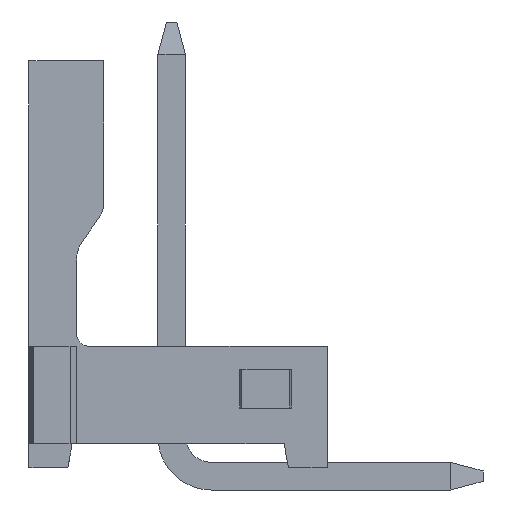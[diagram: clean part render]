
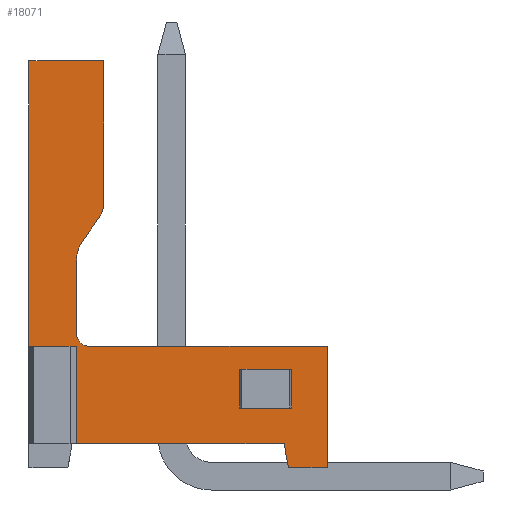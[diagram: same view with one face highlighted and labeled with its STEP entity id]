
A CAD part, left-side view. The second image highlights one B-rep face of the part: STEP entity #18071.
In plain terms, the highlighted planar face has unit normal (-1, 0, 0).
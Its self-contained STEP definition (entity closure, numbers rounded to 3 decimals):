
#17182=CARTESIAN_POINT('',(-12.5,-3.6,2.8));
#17183=VERTEX_POINT('',#17182);
#17190=CARTESIAN_POINT('',(-12.5,-3.6,0.));
#17191=VERTEX_POINT('',#17190);
#17192=CARTESIAN_POINT('',(-12.5,-3.6,2.8));
#17193=DIRECTION('',(0.,0.,-1.));
#17194=VECTOR('',#17193,2.8);
#17195=LINE('',#17192,#17194);
#17196=EDGE_CURVE('',#17183,#17191,#17195,.T.);
#17344=CARTESIAN_POINT('',(-12.5,3.3,2.8));
#17345=VERTEX_POINT('',#17344);
#17352=CARTESIAN_POINT('',(-12.5,3.3,9.4));
#17353=VERTEX_POINT('',#17352);
#17354=CARTESIAN_POINT('',(-12.5,3.3,2.8));
#17355=DIRECTION('',(0.,0.,1.));
#17356=VECTOR('',#17355,6.6);
#17357=LINE('',#17354,#17356);
#17358=EDGE_CURVE('',#17345,#17353,#17357,.T.);
#17376=CARTESIAN_POINT('',(-12.5,1.57,9.4));
#17377=VERTEX_POINT('',#17376);
#17378=CARTESIAN_POINT('',(-12.5,3.3,9.4));
#17379=DIRECTION('',(0.,-1.,0.));
#17380=VECTOR('',#17379,1.73);
#17381=LINE('',#17378,#17380);
#17382=EDGE_CURVE('',#17353,#17377,#17381,.T.);
#17400=CARTESIAN_POINT('',(-12.5,1.57,6.09));
#17401=VERTEX_POINT('',#17400);
#17402=CARTESIAN_POINT('',(-12.5,1.57,9.4));
#17403=DIRECTION('',(0.,0.,-1.));
#17404=VECTOR('',#17403,3.31);
#17405=LINE('',#17402,#17404);
#17406=EDGE_CURVE('',#17377,#17401,#17405,.T.);
#17424=CARTESIAN_POINT('',(-12.5,1.66,5.803));
#17425=VERTEX_POINT('',#17424);
#17426=CARTESIAN_POINT('',(-12.5,2.07,6.09));
#17427=DIRECTION('',(0.,-1.,0.));
#17428=DIRECTION('',(1.,0.,0.));
#17429=AXIS2_PLACEMENT_3D('',#17426,#17428,#17427);
#17430=CIRCLE('',#17429,0.5);
#17431=EDGE_CURVE('',#17401,#17425,#17430,.T.);
#17449=CARTESIAN_POINT('',(-12.5,2.064,5.226));
#17450=VERTEX_POINT('',#17449);
#17451=CARTESIAN_POINT('',(-12.5,1.66,5.803));
#17452=DIRECTION('',(0.,0.574,-0.819));
#17453=VECTOR('',#17452,0.704);
#17454=LINE('',#17451,#17453);
#17455=EDGE_CURVE('',#17425,#17450,#17454,.T.);
#17473=CARTESIAN_POINT('',(-12.5,2.2,4.796));
#17474=VERTEX_POINT('',#17473);
#17475=CARTESIAN_POINT('',(-12.5,1.45,4.796));
#17476=DIRECTION('',(0.,0.819,0.574));
#17477=DIRECTION('',(-1.,0.,0.));
#17478=AXIS2_PLACEMENT_3D('',#17475,#17477,#17476);
#17479=CIRCLE('',#17478,0.75);
#17480=EDGE_CURVE('',#17450,#17474,#17479,.T.);
#17498=CARTESIAN_POINT('',(-12.5,2.2,3.1));
#17499=VERTEX_POINT('',#17498);
#17500=CARTESIAN_POINT('',(-12.5,2.2,4.796));
#17501=DIRECTION('',(0.,0.,-1.));
#17502=VECTOR('',#17501,1.696);
#17503=LINE('',#17500,#17502);
#17504=EDGE_CURVE('',#17474,#17499,#17503,.T.);
#17522=CARTESIAN_POINT('',(-12.5,1.9,2.8));
#17523=VERTEX_POINT('',#17522);
#17524=CARTESIAN_POINT('',(-12.5,1.9,3.1));
#17525=DIRECTION('',(0.,1.,0.));
#17526=DIRECTION('',(-1.,0.,0.));
#17527=AXIS2_PLACEMENT_3D('',#17524,#17526,#17525);
#17528=CIRCLE('',#17527,0.3);
#17529=EDGE_CURVE('',#17499,#17523,#17528,.T.);
#17965=CARTESIAN_POINT('',(-12.5,-2.7,0.));
#17966=VERTEX_POINT('',#17965);
#17975=CARTESIAN_POINT('',(-12.5,-3.6,0.));
#17976=DIRECTION('',(0.,1.,0.));
#17977=VECTOR('',#17976,0.9);
#17978=LINE('',#17975,#17977);
#17979=EDGE_CURVE('',#17191,#17966,#17978,.T.);
#17984=CARTESIAN_POINT('',(-12.5,-0.15,4.7));
#17985=DIRECTION('',(0.,1.,0.));
#17986=DIRECTION('',(-1.,0.,0.));
#17987=AXIS2_PLACEMENT_3D('',#17984,#17986,#17985);
#17988=PLANE('',#17987);
#17989=CARTESIAN_POINT('',(-12.5,-3.6,2.8));
#17990=DIRECTION('',(0.,1.,0.));
#17991=VECTOR('',#17990,5.5);
#17992=LINE('',#17989,#17991);
#17993=EDGE_CURVE('',#17183,#17523,#17992,.T.);
#17994=ORIENTED_EDGE('',*,*,#17993,.T.);
#17995=ORIENTED_EDGE('',*,*,#17529,.F.);
#17996=ORIENTED_EDGE('',*,*,#17504,.F.);
#17997=ORIENTED_EDGE('',*,*,#17480,.F.);
#17998=ORIENTED_EDGE('',*,*,#17455,.F.);
#17999=ORIENTED_EDGE('',*,*,#17431,.F.);
#18000=ORIENTED_EDGE('',*,*,#17406,.F.);
#18001=ORIENTED_EDGE('',*,*,#17382,.F.);
#18002=ORIENTED_EDGE('',*,*,#17358,.F.);
#18003=CARTESIAN_POINT('',(-12.5,2.2,2.8));
#18004=VERTEX_POINT('',#18003);
#18005=CARTESIAN_POINT('',(-12.5,3.3,2.8));
#18006=DIRECTION('',(0.,-1.,0.));
#18007=VECTOR('',#18006,1.1);
#18008=LINE('',#18005,#18007);
#18009=EDGE_CURVE('',#17345,#18004,#18008,.T.);
#18010=ORIENTED_EDGE('',*,*,#18009,.T.);
#18011=CARTESIAN_POINT('',(-12.5,2.2,0.55));
#18012=VERTEX_POINT('',#18011);
#18013=CARTESIAN_POINT('',(-12.5,2.2,2.8));
#18014=DIRECTION('',(0.,0.,-1.));
#18015=VECTOR('',#18014,2.25);
#18016=LINE('',#18013,#18015);
#18017=EDGE_CURVE('',#18004,#18012,#18016,.T.);
#18018=ORIENTED_EDGE('',*,*,#18017,.T.);
#18019=CARTESIAN_POINT('',(-12.5,-2.6,0.55));
#18020=VERTEX_POINT('',#18019);
#18021=CARTESIAN_POINT('',(-12.5,-2.6,0.55));
#18022=DIRECTION('',(0.,1.,0.));
#18023=VECTOR('',#18022,4.8);
#18024=LINE('',#18021,#18023);
#18025=EDGE_CURVE('',#18020,#18012,#18024,.T.);
#18026=ORIENTED_EDGE('',*,*,#18025,.F.);
#18027=CARTESIAN_POINT('',(-12.5,-2.6,0.55));
#18028=DIRECTION('',(0.,-0.179,-0.984));
#18029=VECTOR('',#18028,0.559);
#18030=LINE('',#18027,#18029);
#18031=EDGE_CURVE('',#18020,#17966,#18030,.T.);
#18032=ORIENTED_EDGE('',*,*,#18031,.T.);
#18033=ORIENTED_EDGE('',*,*,#17979,.F.);
#18034=ORIENTED_EDGE('',*,*,#17196,.F.);
#18035=EDGE_LOOP('',(#17994,#17995,#17996,#17997,#17998,#17999,#18000,#18001,#18002,#18010,#18018,#18026,#18032,#18033,#18034));
#18036=FACE_OUTER_BOUND('',#18035,.T.);
#18037=CARTESIAN_POINT('',(-12.5,-2.775,2.275));
#18038=VERTEX_POINT('',#18037);
#18039=CARTESIAN_POINT('',(-12.5,-2.775,1.375));
#18040=VERTEX_POINT('',#18039);
#18041=CARTESIAN_POINT('',(-12.5,-2.775,2.275));
#18042=DIRECTION('',(0.,0.,-1.));
#18043=VECTOR('',#18042,0.9);
#18044=LINE('',#18041,#18043);
#18045=EDGE_CURVE('',#18038,#18040,#18044,.T.);
#18046=ORIENTED_EDGE('',*,*,#18045,.T.);
#18047=CARTESIAN_POINT('',(-12.5,-1.575,1.375));
#18048=VERTEX_POINT('',#18047);
#18049=CARTESIAN_POINT('',(-12.5,-2.775,1.375));
#18050=DIRECTION('',(0.,1.,0.));
#18051=VECTOR('',#18050,1.2);
#18052=LINE('',#18049,#18051);
#18053=EDGE_CURVE('',#18040,#18048,#18052,.T.);
#18054=ORIENTED_EDGE('',*,*,#18053,.T.);
#18055=CARTESIAN_POINT('',(-12.5,-1.575,2.275));
#18056=VERTEX_POINT('',#18055);
#18057=CARTESIAN_POINT('',(-12.5,-1.575,1.375));
#18058=DIRECTION('',(0.,0.,1.));
#18059=VECTOR('',#18058,0.9);
#18060=LINE('',#18057,#18059);
#18061=EDGE_CURVE('',#18048,#18056,#18060,.T.);
#18062=ORIENTED_EDGE('',*,*,#18061,.T.);
#18063=CARTESIAN_POINT('',(-12.5,-1.575,2.275));
#18064=DIRECTION('',(0.,-1.,0.));
#18065=VECTOR('',#18064,1.2);
#18066=LINE('',#18063,#18065);
#18067=EDGE_CURVE('',#18056,#18038,#18066,.T.);
#18068=ORIENTED_EDGE('',*,*,#18067,.T.);
#18069=EDGE_LOOP('',(#18046,#18054,#18062,#18068));
#18070=FACE_BOUND('',#18069,.T.);
#18071=ADVANCED_FACE('',(#18036,#18070),#17988,.T.);
